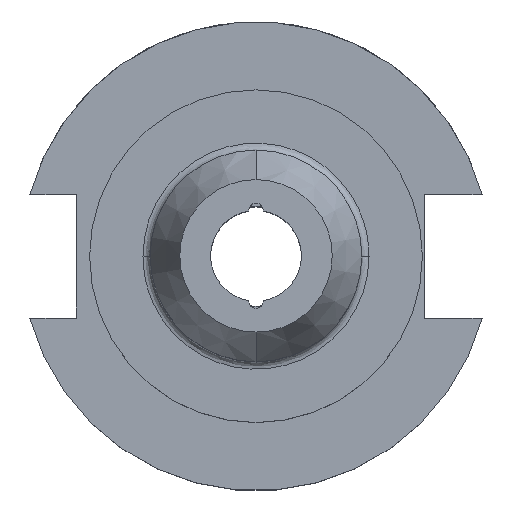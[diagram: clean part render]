
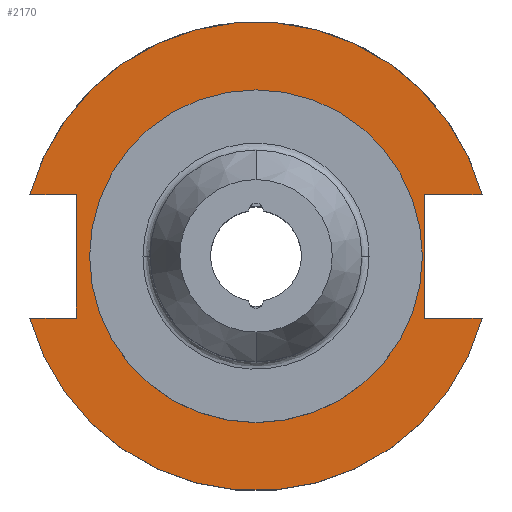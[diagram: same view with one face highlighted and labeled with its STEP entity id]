
A CAD part, top view. The second image highlights one B-rep face of the part: STEP entity #2170.
In plain terms, the highlighted planar face has unit normal (0, 0, 1).
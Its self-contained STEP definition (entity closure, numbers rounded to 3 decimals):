
#62 = CIRCLE ( 'NONE', #1142, 34.925 ) ;
#74 = DIRECTION ( 'NONE',  ( 0., -1., 0. ) ) ;
#95 = LINE ( 'NONE', #557, #979 ) ;
#119 = CARTESIAN_POINT ( 'NONE',  ( -47.477, 12.954, 19.05 ) ) ;
#184 = LINE ( 'NONE', #904, #1054 ) ;
#211 = VERTEX_POINT ( 'NONE', #864 ) ;
#212 = AXIS2_PLACEMENT_3D ( 'NONE', #259, #252, #74 ) ;
#250 = EDGE_CURVE ( 'NONE', #1416, #1903, #641, .T. ) ;
#252 = DIRECTION ( 'NONE',  ( 0., 0., -1. ) ) ;
#259 = CARTESIAN_POINT ( 'NONE',  ( 0., 0., 19.05 ) ) ;
#263 = AXIS2_PLACEMENT_3D ( 'NONE', #1890, #1716, #1541 ) ;
#320 = ORIENTED_EDGE ( 'NONE', *, *, #883, .T. ) ;
#330 = ORIENTED_EDGE ( 'NONE', *, *, #1202, .T. ) ;
#413 = ORIENTED_EDGE ( 'NONE', *, *, #515, .T. ) ;
#434 = DIRECTION ( 'NONE',  ( 1., 0., 0. ) ) ;
#496 = DIRECTION ( 'NONE',  ( -1., 0., 0. ) ) ;
#515 = EDGE_CURVE ( 'NONE', #1365, #1416, #2026, .T. ) ;
#540 = ORIENTED_EDGE ( 'NONE', *, *, #2024, .T. ) ;
#553 = DIRECTION ( 'NONE',  ( 0., 0., -1. ) ) ;
#557 = CARTESIAN_POINT ( 'NONE',  ( 0., -12.954, 19.05 ) ) ;
#602 = DIRECTION ( 'NONE',  ( 0., -1., 0. ) ) ;
#612 = AXIS2_PLACEMENT_3D ( 'NONE', #1728, #1576, #1748 ) ;
#629 = CARTESIAN_POINT ( 'NONE',  ( 35.306, -12.954, 19.05 ) ) ;
#641 = CIRCLE ( 'NONE', #612, 49.213 ) ;
#654 = VERTEX_POINT ( 'NONE', #629 ) ;
#691 = DIRECTION ( 'NONE',  ( 0., -1., 0. ) ) ;
#705 = VECTOR ( 'NONE', #1164, 1000. ) ;
#720 = VERTEX_POINT ( 'NONE', #1783 ) ;
#726 = DIRECTION ( 'NONE',  ( 0., 0., 1. ) ) ;
#730 = LINE ( 'NONE', #781, #1133 ) ;
#734 = VERTEX_POINT ( 'NONE', #1690 ) ;
#735 = FACE_BOUND ( 'NONE', #1292, .T. ) ;
#751 = EDGE_CURVE ( 'NONE', #654, #1365, #2275, .T. ) ;
#781 = CARTESIAN_POINT ( 'NONE',  ( -37.719, 0., 19.05 ) ) ;
#847 = DIRECTION ( 'NONE',  ( -1., 0., 0. ) ) ;
#859 = CIRCLE ( 'NONE', #212, 34.925 ) ;
#864 = CARTESIAN_POINT ( 'NONE',  ( 47.477, -12.954, 19.05 ) ) ;
#868 = CARTESIAN_POINT ( 'NONE',  ( 0., 0., 19.05 ) ) ;
#883 = EDGE_CURVE ( 'NONE', #1206, #720, #730, .T. ) ;
#898 = CARTESIAN_POINT ( 'NONE',  ( 35.306, 12.954, 19.05 ) ) ;
#904 = CARTESIAN_POINT ( 'NONE',  ( 0., -12.954, 19.05 ) ) ;
#934 = ORIENTED_EDGE ( 'NONE', *, *, #751, .T. ) ;
#979 = VECTOR ( 'NONE', #496, 1000. ) ;
#1054 = VECTOR ( 'NONE', #847, 1000. ) ;
#1071 = CARTESIAN_POINT ( 'NONE',  ( -37.719, 12.954, 19.05 ) ) ;
#1101 = CARTESIAN_POINT ( 'NONE',  ( 0., 34.925, 19.05 ) ) ;
#1113 = LINE ( 'NONE', #1342, #705 ) ;
#1133 = VECTOR ( 'NONE', #602, 1000. ) ;
#1142 = AXIS2_PLACEMENT_3D ( 'NONE', #868, #553, #691 ) ;
#1164 = DIRECTION ( 'NONE',  ( 1., 0., 0. ) ) ;
#1166 = VERTEX_POINT ( 'NONE', #2180 ) ;
#1202 = EDGE_CURVE ( 'NONE', #1964, #1166, #859, .T. ) ;
#1206 = VERTEX_POINT ( 'NONE', #1071 ) ;
#1234 = PLANE ( 'NONE',  #1864 ) ;
#1292 = EDGE_LOOP ( 'NONE', ( #1715, #330 ) ) ;
#1342 = CARTESIAN_POINT ( 'NONE',  ( 0., 12.954, 19.05 ) ) ;
#1365 = VERTEX_POINT ( 'NONE', #898 ) ;
#1398 = EDGE_CURVE ( 'NONE', #1166, #1964, #62, .T. ) ;
#1416 = VERTEX_POINT ( 'NONE', #1991 ) ;
#1519 = VECTOR ( 'NONE', #434, 1000. ) ;
#1541 = DIRECTION ( 'NONE',  ( 1., 0., 0. ) ) ;
#1576 = DIRECTION ( 'NONE',  ( 0., 0., 1. ) ) ;
#1599 = EDGE_CURVE ( 'NONE', #720, #734, #184, .T. ) ;
#1608 = CARTESIAN_POINT ( 'NONE',  ( -48.047, -49.803, 19.05 ) ) ;
#1625 = CIRCLE ( 'NONE', #263, 49.213 ) ;
#1690 = CARTESIAN_POINT ( 'NONE',  ( -47.477, -12.954, 19.05 ) ) ;
#1715 = ORIENTED_EDGE ( 'NONE', *, *, #1398, .T. ) ;
#1716 = DIRECTION ( 'NONE',  ( 0., 0., 1. ) ) ;
#1728 = CARTESIAN_POINT ( 'NONE',  ( 0., 0., 19.05 ) ) ;
#1735 = ORIENTED_EDGE ( 'NONE', *, *, #1599, .T. ) ;
#1748 = DIRECTION ( 'NONE',  ( 1., 0., 0. ) ) ;
#1783 = CARTESIAN_POINT ( 'NONE',  ( -37.719, -12.954, 19.05 ) ) ;
#1790 = VECTOR ( 'NONE', #2021, 1000. ) ;
#1828 = EDGE_CURVE ( 'NONE', #734, #211, #1625, .T. ) ;
#1864 = AXIS2_PLACEMENT_3D ( 'NONE', #1608, #726, #1981 ) ;
#1890 = CARTESIAN_POINT ( 'NONE',  ( 0., 0., 19.05 ) ) ;
#1891 = EDGE_CURVE ( 'NONE', #211, #654, #95, .T. ) ;
#1903 = VERTEX_POINT ( 'NONE', #119 ) ;
#1918 = CARTESIAN_POINT ( 'NONE',  ( 35.306, 0., 19.05 ) ) ;
#1964 = VERTEX_POINT ( 'NONE', #1101 ) ;
#1981 = DIRECTION ( 'NONE',  ( 1., 0., 0. ) ) ;
#1991 = CARTESIAN_POINT ( 'NONE',  ( 47.477, 12.954, 19.05 ) ) ;
#2016 = EDGE_LOOP ( 'NONE', ( #320, #1735, #2242, #2285, #934, #413, #2219, #540 ) ) ;
#2021 = DIRECTION ( 'NONE',  ( 0., 1., 0. ) ) ;
#2024 = EDGE_CURVE ( 'NONE', #1903, #1206, #1113, .T. ) ;
#2026 = LINE ( 'NONE', #2101, #1519 ) ;
#2101 = CARTESIAN_POINT ( 'NONE',  ( 0., 12.954, 19.05 ) ) ;
#2170 = ADVANCED_FACE ( 'NONE', ( #735, #2179 ), #1234, .T. ) ;
#2179 = FACE_OUTER_BOUND ( 'NONE', #2016, .T. ) ;
#2180 = CARTESIAN_POINT ( 'NONE',  ( 0., -34.925, 19.05 ) ) ;
#2219 = ORIENTED_EDGE ( 'NONE', *, *, #250, .T. ) ;
#2242 = ORIENTED_EDGE ( 'NONE', *, *, #1828, .T. ) ;
#2275 = LINE ( 'NONE', #1918, #1790 ) ;
#2285 = ORIENTED_EDGE ( 'NONE', *, *, #1891, .T. ) ;
